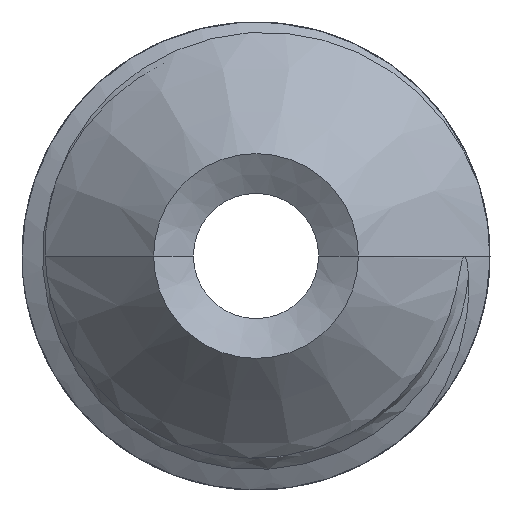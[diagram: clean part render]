
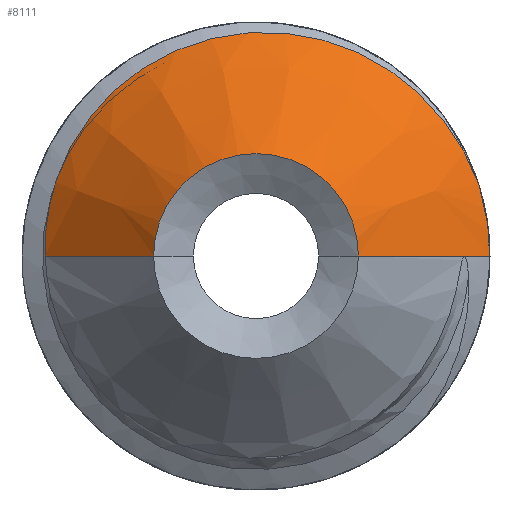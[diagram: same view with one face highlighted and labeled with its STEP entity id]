
A CAD part, left-side view. The second image highlights one B-rep face of the part: STEP entity #8111.
In plain terms, the highlighted conical face has half-angle 45 degrees and reference radius 1.438 mm.
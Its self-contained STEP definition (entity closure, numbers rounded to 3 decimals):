
#1577=CARTESIAN_POINT('',(1.125,0.,0.));
#1578=DIRECTION('',(1.,0.,0.));
#1579=DIRECTION('',(0.,-0.952,0.305));
#1580=AXIS2_PLACEMENT_3D('',#1577,#1578,#1579);
#3842=CARTESIAN_POINT('',(0.95,1.712,0.633));
#3843=CARTESIAN_POINT('',(0.955,1.674,
0.748));
#3844=CARTESIAN_POINT('',(0.964,1.577,
0.969));
#3845=CARTESIAN_POINT('',(0.978,1.372,1.262));
#3846=CARTESIAN_POINT('',(0.991,1.12,1.506));
#3847=CARTESIAN_POINT('',(1.004,0.818,1.705));
#3848=CARTESIAN_POINT('',(1.018,0.477,1.844));
#3849=CARTESIAN_POINT('',(1.032,0.119,1.914));
#3850=CARTESIAN_POINT('',(1.045,-0.243,
1.916));
#3851=CARTESIAN_POINT('',(1.058,-0.604,
1.849));
#3852=CARTESIAN_POINT('',(1.072,-0.945,
1.715));
#3853=CARTESIAN_POINT('',(1.085,-1.256,1.52));
#3854=CARTESIAN_POINT('',(1.098,-1.527,1.268));
#3855=CARTESIAN_POINT('',(1.111,-1.751,
0.963));
#3856=CARTESIAN_POINT('',(1.12,-1.861,
0.731));
#3857=CARTESIAN_POINT('',(1.125,-1.905,0.61));
#3935=DIRECTION('',(0.707,0.707,0.));
#3936=VECTOR('',#3935,1.31);
#3937=CARTESIAN_POINT('',(0.,0.875,0.));
#3938=LINE('',#3937,#3936);
#3939=DIRECTION('',(0.707,-0.707,0.));
#3940=VECTOR('',#3939,1.591);
#3941=CARTESIAN_POINT('',(0.,-0.875,0.));
#3942=LINE('',#3941,#3940);
#3943=CARTESIAN_POINT('',(0.,0.,0.));
#3944=DIRECTION('',(1.,0.,0.));
#3945=DIRECTION('',(0.,1.,0.));
#3946=AXIS2_PLACEMENT_3D('',#3943,#3944,#3945);
#4819=CARTESIAN_POINT('',(0.926,1.801,
0.));
#4820=CARTESIAN_POINT('',(0.93,1.805,
0.106));
#4821=CARTESIAN_POINT('',(0.938,1.794,
0.32));
#4822=CARTESIAN_POINT('',(0.946,1.745,
0.53));
#4823=CARTESIAN_POINT('',(0.95,1.712,0.633));
#5129=CARTESIAN_POINT('',(1.125,-2.,0.));
#5131=VERTEX_POINT('',#5129);
#5133=CARTESIAN_POINT('',(0.,0.875,0.));
#5134=CARTESIAN_POINT('',(0.926,1.801,
0.));
#5135=VERTEX_POINT('',#5133);
#5136=VERTEX_POINT('',#5134);
#5137=CARTESIAN_POINT('',(0.,-0.875,0.));
#5138=VERTEX_POINT('',#5137);
#5171=CARTESIAN_POINT('',(1.125,-1.905,0.61));
#5172=VERTEX_POINT('',#5171);
#5204=VERTEX_POINT('',#4823);
#8094=CARTESIAN_POINT('',(0.563,0.,0.));
#8095=DIRECTION('',(1.,0.,0.));
#8096=DIRECTION('',(0.,-1.,0.));
#8097=AXIS2_PLACEMENT_3D('',#8094,#8095,#8096);
#8098=CONICAL_SURFACE('',#8097,1.438,45.);
#8100=ORIENTED_EDGE('',*,*,#8099,.T.);
#8102=ORIENTED_EDGE('',*,*,#8101,.T.);
#8103=ORIENTED_EDGE('',*,*,#8082,.T.);
#8104=ORIENTED_EDGE('',*,*,#5690,.T.);
#8106=ORIENTED_EDGE('',*,*,#8105,.F.);
#8108=ORIENTED_EDGE('',*,*,#8107,.F.);
#8109=EDGE_LOOP('',(#8100,#8102,#8103,#8104,#8106,#8108));
#8110=FACE_OUTER_BOUND('',#8109,.F.);
#1581=CIRCLE('',#1580,2.);
#3858=B_SPLINE_CURVE_WITH_KNOTS('',3,(#3842,#3843,#3844,#3845,#3846,#3847,#3848,
#3849,#3850,#3851,#3852,#3853,#3854,#3855,#3856,#3857),.UNSPECIFIED.,.F.,.F.,(4,
1,1,1,1,1,1,1,1,1,1,1,1,4),(0.,0.077,0.154,
0.231,0.308,0.385,0.462,
0.538,0.615,0.692,0.769,
0.846,0.923,1.),.UNSPECIFIED.);
#3947=CIRCLE('',#3946,0.875);
#4824=B_SPLINE_CURVE_WITH_KNOTS('',3,(#4819,#4820,#4821,#4822,#4823),
.UNSPECIFIED.,.F.,.F.,(4,1,4),(0.,0.5,1.),.UNSPECIFIED.);
#5690=EDGE_CURVE('',#5172,#5131,#1581,.T.);
#8082=EDGE_CURVE('',#5204,#5172,#3858,.T.);
#8099=EDGE_CURVE('',#5135,#5136,#3938,.T.);
#8101=EDGE_CURVE('',#5136,#5204,#4824,.T.);
#8105=EDGE_CURVE('',#5138,#5131,#3942,.T.);
#8107=EDGE_CURVE('',#5135,#5138,#3947,.T.);
#8111=ADVANCED_FACE('',(#8110),#8098,.T.);
